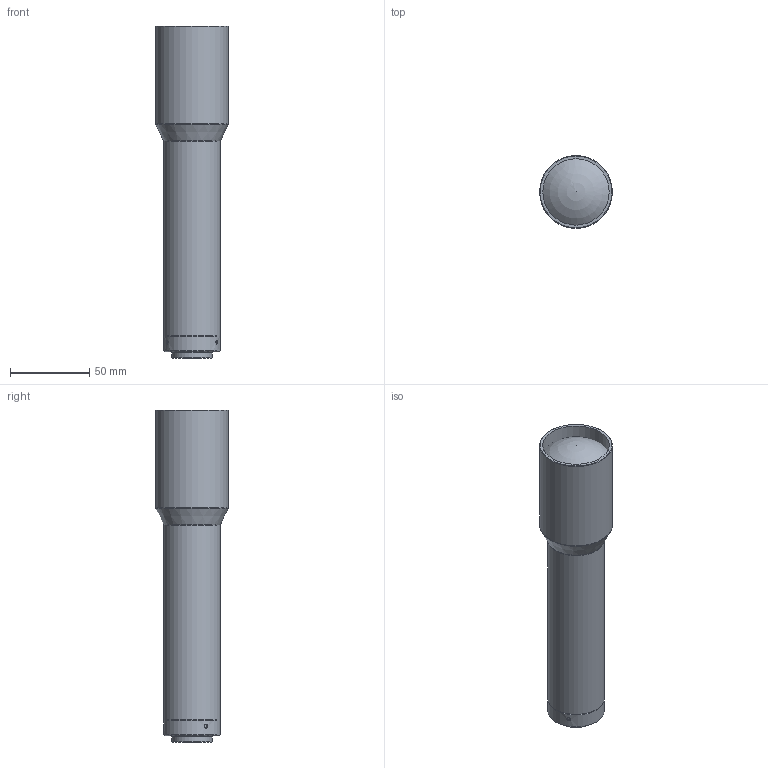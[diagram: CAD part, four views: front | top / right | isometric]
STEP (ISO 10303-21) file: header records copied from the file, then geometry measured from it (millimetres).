
FILE_DESCRIPTION (( 'STEP AP203' ), '1' );
FILE_NAME ('600082.STEP', '2024-08-14T02:16:43', ( 'Windows User' ), ( 'P R C' ), 'SwSTEP 2.0', 'SolidWorks 2020', '' );
FILE_SCHEMA (( 'CONFIG_CONTROL_DESIGN' ));
Length unit declared in the file: millimetre
Products named in the file (1): 600082
Bounding box: 46 x 46 x 210.08 mm (x, y, z)
Volume: 248993.2 mm3; surface area: 32931.8 mm2
Topology: 2 solids, 2 shells, 27 faces, 52 edges, 35 vertices
Faces by surface type: cylinder 12, plane 7, cone 5, bspline 2, sphere 1
Full cylindrical faces by diameter (mm): 2.5 x3, 24.6 x1, 25.4 x1, 36 x2, 42 x1, 46 x1
Entity records: 825 total; most frequent: CARTESIAN_POINT 330, DIRECTION 90, EDGE_LOOP 50, ORIENTED_EDGE 50, AXIS2_PLACEMENT_3D 45, FACE_OUTER_BOUND 38, ADVANCED_FACE 27, VERTEX_POINT 25
